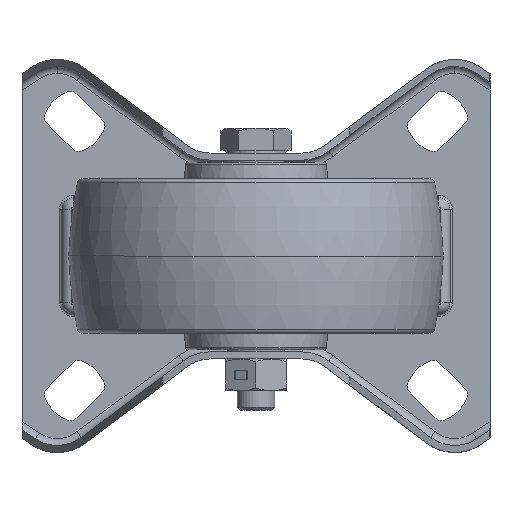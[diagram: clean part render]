
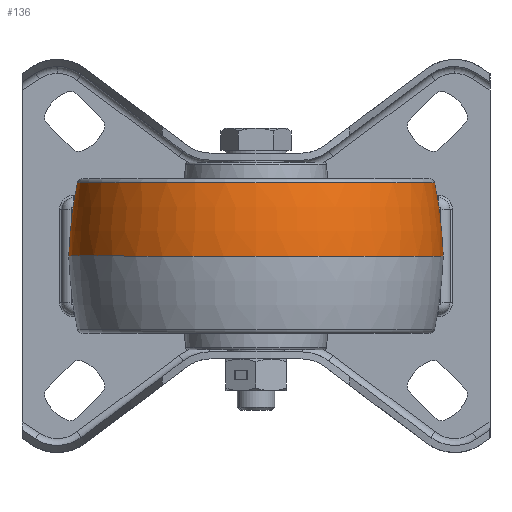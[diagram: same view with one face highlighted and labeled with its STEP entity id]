
A CAD part, front view. The second image highlights one B-rep face of the part: STEP entity #136.
In plain terms, the highlighted toroidal (fillet/blend) face has major radius 59.93 mm and minor radius 100 mm.
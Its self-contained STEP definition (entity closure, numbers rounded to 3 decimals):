
#49 = EDGE_CURVE ( 'NONE', #10158, #1103, #10490, .T. ) ;
#136 = ADVANCED_FACE ( 'NONE', ( #8026 ), #6950, .T. ) ;
#405 = DIRECTION ( 'NONE',  ( 0., 0., -1. ) ) ;
#431 = EDGE_CURVE ( 'NONE', #2025, #3708, #4481, .T. ) ;
#433 = CARTESIAN_POINT ( 'NONE',  ( -59.93, -67., -3.742 ) ) ;
#496 = DIRECTION ( 'NONE',  ( 0., -1., 0. ) ) ;
#561 = CARTESIAN_POINT ( 'NONE',  ( -38.163, -67., 15.694 ) ) ;
#982 = ORIENTED_EDGE ( 'NONE', *, *, #431, .T. ) ;
#1103 = VERTEX_POINT ( 'NONE', #5070 ) ;
#1198 = CARTESIAN_POINT ( 'NONE',  ( 0., -67., 15.694 ) ) ;
#1568 = DIRECTION ( 'NONE',  ( -1., 0., 0. ) ) ;
#2025 = VERTEX_POINT ( 'NONE', #8538 ) ;
#3708 = VERTEX_POINT ( 'NONE', #561 ) ;
#3807 = AXIS2_PLACEMENT_3D ( 'NONE', #13876, #405, #13796 ) ;
#3905 = DIRECTION ( 'NONE',  ( 0., 0., -1. ) ) ;
#4163 = ORIENTED_EDGE ( 'NONE', *, *, #11677, .T. ) ;
#4481 = CIRCLE ( 'NONE', #11944, 38.163 ) ;
#4821 = AXIS2_PLACEMENT_3D ( 'NONE', #11737, #3905, #10639 ) ;
#5070 = CARTESIAN_POINT ( 'NONE',  ( -40., -67., 0. ) ) ;
#6950 = TOROIDAL_SURFACE ( 'NONE', #3807, -59.93, 100. ) ;
#7203 = CARTESIAN_POINT ( 'NONE',  ( 59.93, -67., -3.742 ) ) ;
#7261 = EDGE_LOOP ( 'NONE', ( #14050, #982, #4163, #8871 ) ) ;
#7915 = DIRECTION ( 'NONE',  ( -1., 0., 0. ) ) ;
#8026 = FACE_OUTER_BOUND ( 'NONE', #7261, .T. ) ;
#8053 = CIRCLE ( 'NONE', #9924, 100. ) ;
#8257 = DIRECTION ( 'NONE',  ( 0., 1., 0. ) ) ;
#8313 = DIRECTION ( 'NONE',  ( 0., 0., -1. ) ) ;
#8538 = CARTESIAN_POINT ( 'NONE',  ( 38.163, -67., 15.694 ) ) ;
#8871 = ORIENTED_EDGE ( 'NONE', *, *, #49, .F. ) ;
#9924 = AXIS2_PLACEMENT_3D ( 'NONE', #7203, #496, #8313 ) ;
#10158 = VERTEX_POINT ( 'NONE', #13431 ) ;
#10490 = CIRCLE ( 'NONE', #4821, 40. ) ;
#10562 = EDGE_CURVE ( 'NONE', #2025, #10158, #14367, .T. ) ;
#10639 = DIRECTION ( 'NONE',  ( -1., 0., 0. ) ) ;
#11677 = EDGE_CURVE ( 'NONE', #3708, #1103, #8053, .T. ) ;
#11737 = CARTESIAN_POINT ( 'NONE',  ( 0., -67., 0. ) ) ;
#11944 = AXIS2_PLACEMENT_3D ( 'NONE', #1198, #14450, #7915 ) ;
#13160 = AXIS2_PLACEMENT_3D ( 'NONE', #433, #8257, #1568 ) ;
#13431 = CARTESIAN_POINT ( 'NONE',  ( 40., -67., 0. ) ) ;
#13796 = DIRECTION ( 'NONE',  ( -1., 0., 0. ) ) ;
#13876 = CARTESIAN_POINT ( 'NONE',  ( 0., -67., -3.742 ) ) ;
#14050 = ORIENTED_EDGE ( 'NONE', *, *, #10562, .F. ) ;
#14367 = CIRCLE ( 'NONE', #13160, 100. ) ;
#14450 = DIRECTION ( 'NONE',  ( 0., 0., -1. ) ) ;
